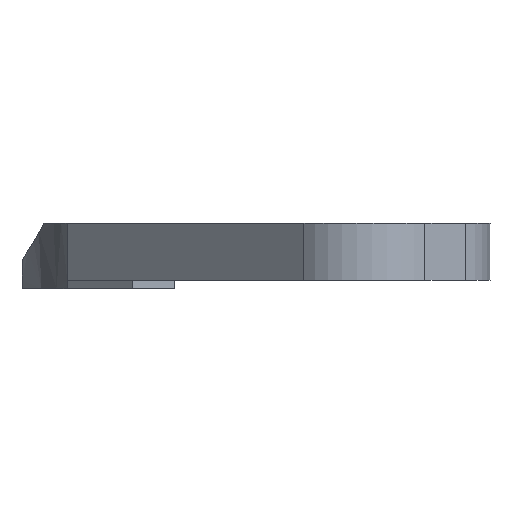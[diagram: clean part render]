
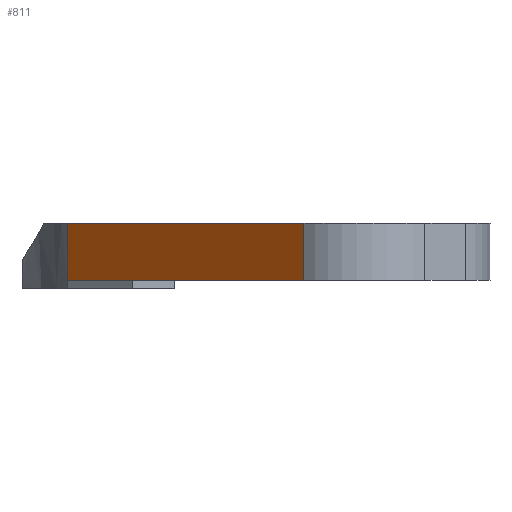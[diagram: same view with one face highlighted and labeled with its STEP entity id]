
A CAD part, left-side view. The second image highlights one B-rep face of the part: STEP entity #811.
In plain terms, the highlighted planar face has unit normal (-0.707, 0.707, 0).
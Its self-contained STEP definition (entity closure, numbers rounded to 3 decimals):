
#32 = PLANE('',#33);
#33 = AXIS2_PLACEMENT_3D('',#34,#35,#36);
#34 = CARTESIAN_POINT('',(-15.09,-14.953,0.));
#35 = DIRECTION('',(0.,0.,1.));
#36 = DIRECTION('',(1.,0.,0.));
#254 = VERTEX_POINT('',#255);
#255 = CARTESIAN_POINT('',(-15.91,-10.253,0.));
#281 = EDGE_CURVE('',#254,#282,#284,.T.);
#282 = VERTEX_POINT('',#283);
#283 = CARTESIAN_POINT('',(-21.92,-16.263,0.));
#284 = SURFACE_CURVE('',#285,(#289,#296),.PCURVE_S1.);
#285 = LINE('',#286,#287);
#286 = CARTESIAN_POINT('',(-11.314,-5.657,0.));
#287 = VECTOR('',#288,1.);
#288 = DIRECTION('',(-0.707,-0.707,0.));
#289 = PCURVE('',#32,#290);
#290 = DEFINITIONAL_REPRESENTATION('',(#291),#295);
#291 = LINE('',#292,#293);
#292 = CARTESIAN_POINT('',(3.776,9.296));
#293 = VECTOR('',#294,1.);
#294 = DIRECTION('',(-0.707,-0.707));
#295 = ( GEOMETRIC_REPRESENTATION_CONTEXT(2) 
PARAMETRIC_REPRESENTATION_CONTEXT() REPRESENTATION_CONTEXT('2D SPACE',''
  ) );
#296 = PCURVE('',#297,#302);
#297 = PLANE('',#298);
#298 = AXIS2_PLACEMENT_3D('',#299,#300,#301);
#299 = CARTESIAN_POINT('',(-11.314,-5.657,0.));
#300 = DIRECTION('',(0.707,-0.707,0.));
#301 = DIRECTION('',(-0.707,-0.707,0.));
#302 = DEFINITIONAL_REPRESENTATION('',(#303),#307);
#303 = LINE('',#304,#305);
#304 = CARTESIAN_POINT('',(0.,0.));
#305 = VECTOR('',#306,1.);
#306 = DIRECTION('',(1.,0.));
#307 = ( GEOMETRIC_REPRESENTATION_CONTEXT(2) 
PARAMETRIC_REPRESENTATION_CONTEXT() REPRESENTATION_CONTEXT('2D SPACE',''
  ) );
#330 = CYLINDRICAL_SURFACE('',#331,3.);
#331 = AXIS2_PLACEMENT_3D('',#332,#333,#334);
#332 = CARTESIAN_POINT('',(-19.799,-18.385,0.));
#333 = DIRECTION('',(0.,0.,1.));
#334 = DIRECTION('',(-0.707,-0.707,0.));
#475 = PLANE('',#476);
#476 = AXIS2_PLACEMENT_3D('',#477,#478,#479);
#477 = CARTESIAN_POINT('',(-15.09,-14.953,2.));
#478 = DIRECTION('',(0.,0.,1.));
#479 = DIRECTION('',(1.,0.,0.));
#713 = EDGE_CURVE('',#282,#714,#716,.T.);
#714 = VERTEX_POINT('',#715);
#715 = CARTESIAN_POINT('',(-21.92,-16.263,2.));
#716 = SURFACE_CURVE('',#717,(#721,#728),.PCURVE_S1.);
#717 = LINE('',#718,#719);
#718 = CARTESIAN_POINT('',(-21.92,-16.263,0.));
#719 = VECTOR('',#720,1.);
#720 = DIRECTION('',(0.,0.,1.));
#721 = PCURVE('',#330,#722);
#722 = DEFINITIONAL_REPRESENTATION('',(#723),#727);
#723 = LINE('',#724,#725);
#724 = CARTESIAN_POINT('',(-1.571,0.));
#725 = VECTOR('',#726,1.);
#726 = DIRECTION('',(-0.,1.));
#727 = ( GEOMETRIC_REPRESENTATION_CONTEXT(2) 
PARAMETRIC_REPRESENTATION_CONTEXT() REPRESENTATION_CONTEXT('2D SPACE',''
  ) );
#728 = PCURVE('',#297,#729);
#729 = DEFINITIONAL_REPRESENTATION('',(#730),#734);
#730 = LINE('',#731,#732);
#731 = CARTESIAN_POINT('',(15.,0.));
#732 = VECTOR('',#733,1.);
#733 = DIRECTION('',(0.,-1.));
#734 = ( GEOMETRIC_REPRESENTATION_CONTEXT(2) 
PARAMETRIC_REPRESENTATION_CONTEXT() REPRESENTATION_CONTEXT('2D SPACE',''
  ) );
#811 = ADVANCED_FACE('',(#812),#297,.F.);
#812 = FACE_BOUND('',#813,.F.);
#813 = EDGE_LOOP('',(#814,#815,#843,#871,#892));
#814 = ORIENTED_EDGE('',*,*,#281,.F.);
#815 = ORIENTED_EDGE('',*,*,#816,.F.);
#816 = EDGE_CURVE('',#817,#254,#819,.T.);
#817 = VERTEX_POINT('',#818);
#818 = CARTESIAN_POINT('',(-13.616,-7.96,0.));
#819 = SURFACE_CURVE('',#820,(#824,#831),.PCURVE_S1.);
#820 = LINE('',#821,#822);
#821 = CARTESIAN_POINT('',(-11.314,-5.657,0.));
#822 = VECTOR('',#823,1.);
#823 = DIRECTION('',(-0.707,-0.707,0.));
#824 = PCURVE('',#297,#825);
#825 = DEFINITIONAL_REPRESENTATION('',(#826),#830);
#826 = LINE('',#827,#828);
#827 = CARTESIAN_POINT('',(0.,0.));
#828 = VECTOR('',#829,1.);
#829 = DIRECTION('',(1.,0.));
#830 = ( GEOMETRIC_REPRESENTATION_CONTEXT(2) 
PARAMETRIC_REPRESENTATION_CONTEXT() REPRESENTATION_CONTEXT('2D SPACE',''
  ) );
#831 = PCURVE('',#832,#837);
#832 = PLANE('',#833);
#833 = AXIS2_PLACEMENT_3D('',#834,#835,#836);
#834 = CARTESIAN_POINT('',(-11.314,-5.657,0.));
#835 = DIRECTION('',(-0.707,0.707,0.));
#836 = DIRECTION('',(-0.707,-0.707,0.));
#837 = DEFINITIONAL_REPRESENTATION('',(#838),#842);
#838 = LINE('',#839,#840);
#839 = CARTESIAN_POINT('',(0.,0.));
#840 = VECTOR('',#841,1.);
#841 = DIRECTION('',(1.,0.));
#842 = ( GEOMETRIC_REPRESENTATION_CONTEXT(2) 
PARAMETRIC_REPRESENTATION_CONTEXT() REPRESENTATION_CONTEXT('2D SPACE',''
  ) );
#843 = ORIENTED_EDGE('',*,*,#844,.F.);
#844 = EDGE_CURVE('',#845,#817,#847,.T.);
#845 = VERTEX_POINT('',#846);
#846 = CARTESIAN_POINT('',(-13.616,-7.96,2.));
#847 = SURFACE_CURVE('',#848,(#852,#859),.PCURVE_S1.);
#848 = LINE('',#849,#850);
#849 = CARTESIAN_POINT('',(-13.616,-7.96,-0.3));
#850 = VECTOR('',#851,1.);
#851 = DIRECTION('',(0.,0.,-1.));
#852 = PCURVE('',#297,#853);
#853 = DEFINITIONAL_REPRESENTATION('',(#854),#858);
#854 = LINE('',#855,#856);
#855 = CARTESIAN_POINT('',(3.257,0.3));
#856 = VECTOR('',#857,1.);
#857 = DIRECTION('',(-0.,1.));
#858 = ( GEOMETRIC_REPRESENTATION_CONTEXT(2) 
PARAMETRIC_REPRESENTATION_CONTEXT() REPRESENTATION_CONTEXT('2D SPACE',''
  ) );
#859 = PCURVE('',#860,#865);
#860 = CYLINDRICAL_SURFACE('',#861,7.5);
#861 = AXIS2_PLACEMENT_3D('',#862,#863,#864);
#862 = CARTESIAN_POINT('',(-15.5,-0.7,-0.3));
#863 = DIRECTION('',(0.,0.,-1.));
#864 = DIRECTION('',(1.,0.,0.));
#865 = DEFINITIONAL_REPRESENTATION('',(#866),#870);
#866 = LINE('',#867,#868);
#867 = CARTESIAN_POINT('',(1.317,0.));
#868 = VECTOR('',#869,1.);
#869 = DIRECTION('',(0.,1.));
#870 = ( GEOMETRIC_REPRESENTATION_CONTEXT(2) 
PARAMETRIC_REPRESENTATION_CONTEXT() REPRESENTATION_CONTEXT('2D SPACE',''
  ) );
#871 = ORIENTED_EDGE('',*,*,#872,.T.);
#872 = EDGE_CURVE('',#845,#714,#873,.T.);
#873 = SURFACE_CURVE('',#874,(#878,#885),.PCURVE_S1.);
#874 = LINE('',#875,#876);
#875 = CARTESIAN_POINT('',(-11.314,-5.657,2.));
#876 = VECTOR('',#877,1.);
#877 = DIRECTION('',(-0.707,-0.707,0.));
#878 = PCURVE('',#297,#879);
#879 = DEFINITIONAL_REPRESENTATION('',(#880),#884);
#880 = LINE('',#881,#882);
#881 = CARTESIAN_POINT('',(0.,-2.));
#882 = VECTOR('',#883,1.);
#883 = DIRECTION('',(1.,0.));
#884 = ( GEOMETRIC_REPRESENTATION_CONTEXT(2) 
PARAMETRIC_REPRESENTATION_CONTEXT() REPRESENTATION_CONTEXT('2D SPACE',''
  ) );
#885 = PCURVE('',#475,#886);
#886 = DEFINITIONAL_REPRESENTATION('',(#887),#891);
#887 = LINE('',#888,#889);
#888 = CARTESIAN_POINT('',(3.776,9.296));
#889 = VECTOR('',#890,1.);
#890 = DIRECTION('',(-0.707,-0.707));
#891 = ( GEOMETRIC_REPRESENTATION_CONTEXT(2) 
PARAMETRIC_REPRESENTATION_CONTEXT() REPRESENTATION_CONTEXT('2D SPACE',''
  ) );
#892 = ORIENTED_EDGE('',*,*,#713,.F.);
